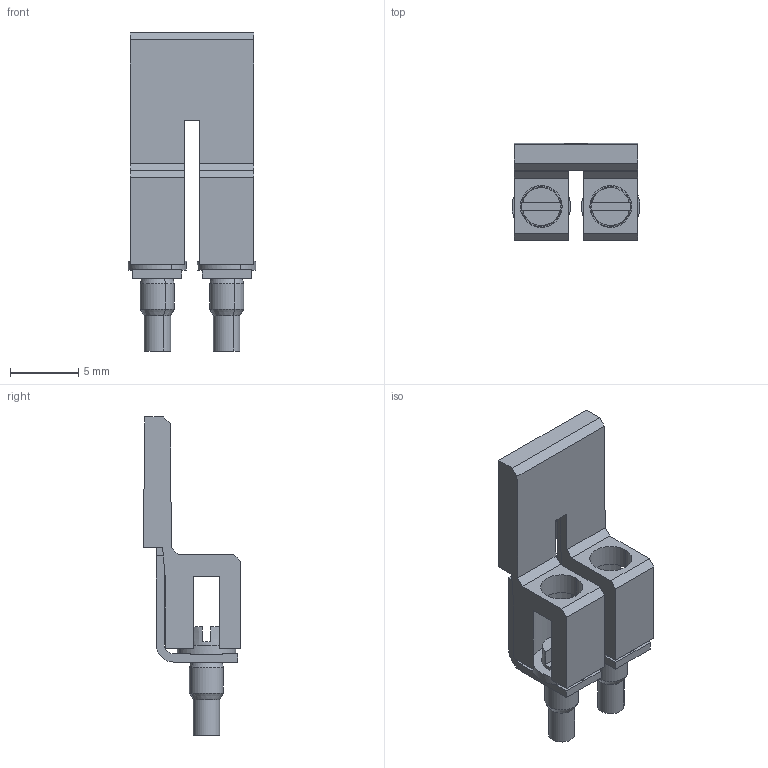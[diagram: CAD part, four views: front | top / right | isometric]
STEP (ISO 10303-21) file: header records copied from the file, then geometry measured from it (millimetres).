
FILE_DESCRIPTION(('CATIA V5 STEP Exchange','CAx-IF Rec.Pracs.--- Model Styling and Organization---1.4--- 2014-01-23'),'2;1');
FILE_NAME ('004722-7_1', '2023-02-28T07:37:43+00:00', ('none'), ('Weidmueller'), 'CATIA Version 5-6 Release 2016 SP3 HF44', 'CATIA V5 STEP AP214', 'none');
FILE_SCHEMA(('AUTOMOTIVE_DESIGN { 1 0 10303 214 1 1 1 1 }'));
Length unit declared in the file: millimetre
Products named in the file (1): 1053660000
Bounding box: 9.4 x 7.13 x 23.36 mm (x, y, z)
Volume: 454.2 mm3; surface area: 1173.2 mm2
Topology: 2 solids, 2 shells, 110 faces, 295 edges, 193 vertices
Faces by surface type: plane 74, cylinder 24, cone 12
Entity records: 3287 total; most frequent: CARTESIAN_POINT 600, ORIENTED_EDGE 590, DIRECTION 461, EDGE_CURVE 295, VECTOR 211, LINE 211, VERTEX_POINT 193, AXIS2_PLACEMENT_3D 164
